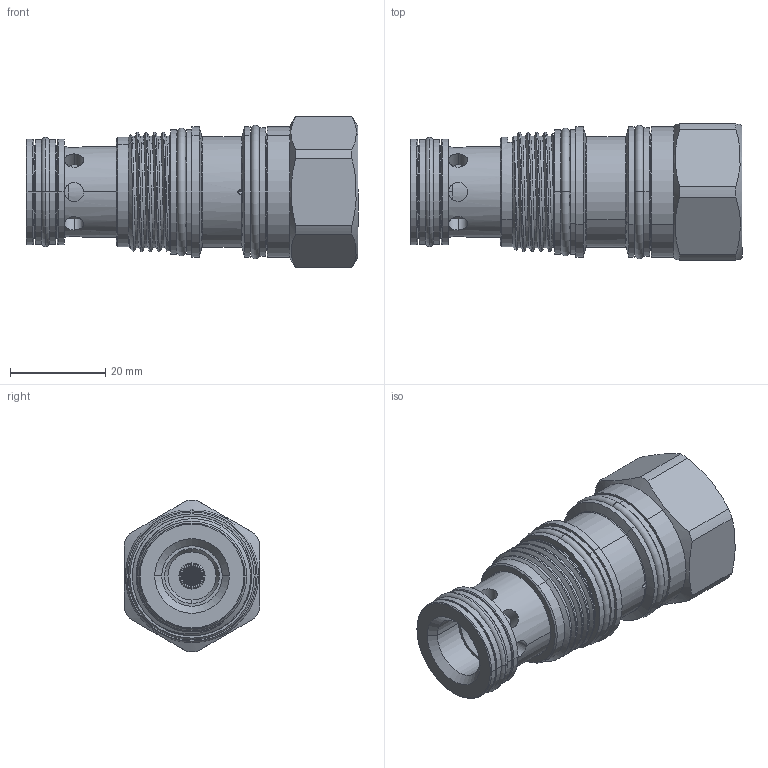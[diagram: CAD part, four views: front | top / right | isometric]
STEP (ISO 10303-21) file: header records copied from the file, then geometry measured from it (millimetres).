
FILE_DESCRIPTION (( 'STEP AP203' ), '1' );
FILE_NAME ('LR2A31-N85.STEP', '2016-06-06T05:33:14', ( '' ), ( '' ), 'SwSTEP 2.0', 'SolidWorks 2012', '' );
FILE_SCHEMA (( 'CONFIG_CONTROL_DESIGN' ));
Products named in the file (1): LR2A31-N85
Bounding box: 69.8 x 28.57 x 31.79 mm (x, y, z)
Volume: 32716.7 mm3; surface area: 10905.8 mm2
Topology: 5 solids, 5 shells, 635 faces, 1770 edges, 1135 vertices
Faces by surface type: cylinder 523, plane 38, cone 37, torus 31, sphere 4, bspline 2
Entity records: 45817 total; most frequent: CARTESIAN_POINT 30310, ORIENTED_EDGE 3540, DIRECTION 2421, EDGE_CURVE 1770, VERTEX_POINT 1135, EDGE_LOOP 1029, AXIS2_PLACEMENT_3D 928, B_SPLINE_CURVE_WITH_KNOTS 874
